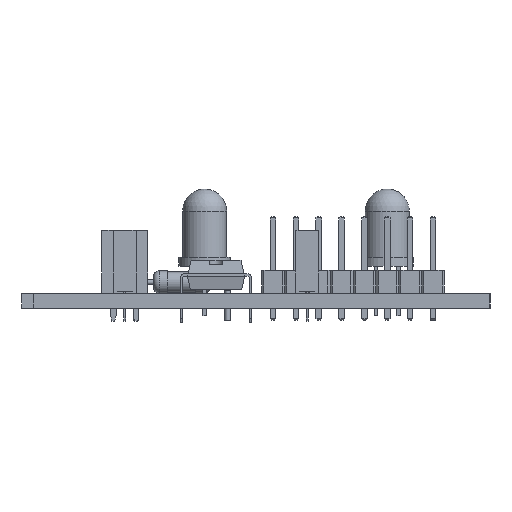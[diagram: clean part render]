
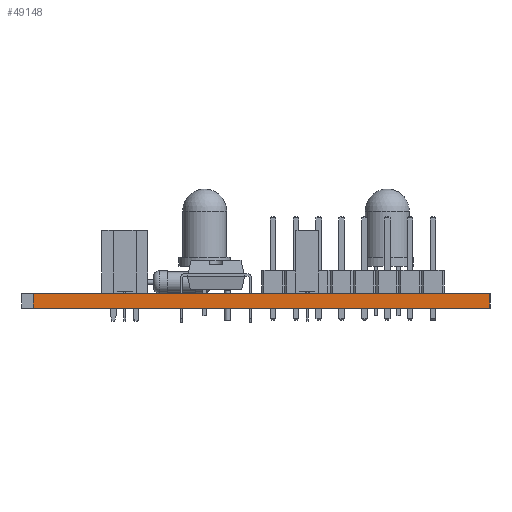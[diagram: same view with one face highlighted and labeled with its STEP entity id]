
A CAD part, left-side view. The second image highlights one B-rep face of the part: STEP entity #49148.
In plain terms, the highlighted planar face has unit normal (-1, 0, 0).
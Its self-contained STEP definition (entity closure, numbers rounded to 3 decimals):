
#44254 = PLANE('',#44255);
#44255 = AXIS2_PLACEMENT_3D('',#44256,#44257,#44258);
#44256 = CARTESIAN_POINT('',(132.08,-99.695,1.6));
#44257 = DIRECTION('',(-0.,-0.,-1.));
#44258 = DIRECTION('',(-1.,0.,0.));
#44282 = PLANE('',#44283);
#44283 = AXIS2_PLACEMENT_3D('',#44284,#44285,#44286);
#44284 = CARTESIAN_POINT('',(168.91,-125.73,0.));
#44285 = DIRECTION('',(0.,-1.,0.));
#44286 = DIRECTION('',(-1.,0.,0.));
#44308 = PLANE('',#44309);
#44309 = AXIS2_PLACEMENT_3D('',#44310,#44311,#44312);
#44310 = CARTESIAN_POINT('',(132.08,-99.695,0.));
#44311 = DIRECTION('',(-0.,-0.,-1.));
#44312 = DIRECTION('',(-1.,0.,0.));
#44341 = PLANE('',#44342);
#44342 = AXIS2_PLACEMENT_3D('',#44343,#44344,#44345);
#44343 = CARTESIAN_POINT('',(95.25,-74.93,0.));
#44344 = DIRECTION('',(-1.,0.,0.));
#44345 = DIRECTION('',(0.,1.,0.));
#44401 = VERTEX_POINT('',#44402);
#44402 = CARTESIAN_POINT('',(95.25,-125.73,1.6));
#44423 = EDGE_CURVE('',#44424,#44401,#44426,.T.);
#44424 = VERTEX_POINT('',#44425);
#44425 = CARTESIAN_POINT('',(95.25,-125.73,0.));
#44426 = SURFACE_CURVE('',#44427,(#44431,#44438),.PCURVE_S1.);
#44427 = LINE('',#44428,#44429);
#44428 = CARTESIAN_POINT('',(95.25,-125.73,0.));
#44429 = VECTOR('',#44430,1.);
#44430 = DIRECTION('',(0.,0.,1.));
#44431 = PCURVE('',#44282,#44432);
#44432 = DEFINITIONAL_REPRESENTATION('',(#44433),#44437);
#44433 = LINE('',#44434,#44435);
#44434 = CARTESIAN_POINT('',(73.66,0.));
#44435 = VECTOR('',#44436,1.);
#44436 = DIRECTION('',(0.,-1.));
#44437 = ( GEOMETRIC_REPRESENTATION_CONTEXT(2) 
PARAMETRIC_REPRESENTATION_CONTEXT() REPRESENTATION_CONTEXT('2D SPACE',''
  ) );
#44438 = PCURVE('',#44439,#44444);
#44439 = PLANE('',#44440);
#44440 = AXIS2_PLACEMENT_3D('',#44441,#44442,#44443);
#44441 = CARTESIAN_POINT('',(95.25,-125.73,0.));
#44442 = DIRECTION('',(-1.,0.,0.));
#44443 = DIRECTION('',(0.,1.,0.));
#44444 = DEFINITIONAL_REPRESENTATION('',(#44445),#44449);
#44445 = LINE('',#44446,#44447);
#44446 = CARTESIAN_POINT('',(0.,0.));
#44447 = VECTOR('',#44448,1.);
#44448 = DIRECTION('',(0.,-1.));
#44449 = ( GEOMETRIC_REPRESENTATION_CONTEXT(2) 
PARAMETRIC_REPRESENTATION_CONTEXT() REPRESENTATION_CONTEXT('2D SPACE',''
  ) );
#44477 = EDGE_CURVE('',#44424,#44478,#44480,.T.);
#44478 = VERTEX_POINT('',#44479);
#44479 = CARTESIAN_POINT('',(95.25,-74.93,0.));
#44480 = SURFACE_CURVE('',#44481,(#44485,#44492),.PCURVE_S1.);
#44481 = LINE('',#44482,#44483);
#44482 = CARTESIAN_POINT('',(95.25,-125.73,0.));
#44483 = VECTOR('',#44484,1.);
#44484 = DIRECTION('',(0.,1.,0.));
#44485 = PCURVE('',#44308,#44486);
#44486 = DEFINITIONAL_REPRESENTATION('',(#44487),#44491);
#44487 = LINE('',#44488,#44489);
#44488 = CARTESIAN_POINT('',(36.83,-26.035));
#44489 = VECTOR('',#44490,1.);
#44490 = DIRECTION('',(0.,1.));
#44491 = ( GEOMETRIC_REPRESENTATION_CONTEXT(2) 
PARAMETRIC_REPRESENTATION_CONTEXT() REPRESENTATION_CONTEXT('2D SPACE',''
  ) );
#44492 = PCURVE('',#44439,#44493);
#44493 = DEFINITIONAL_REPRESENTATION('',(#44494),#44498);
#44494 = LINE('',#44495,#44496);
#44495 = CARTESIAN_POINT('',(0.,0.));
#44496 = VECTOR('',#44497,1.);
#44497 = DIRECTION('',(1.,0.));
#44498 = ( GEOMETRIC_REPRESENTATION_CONTEXT(2) 
PARAMETRIC_REPRESENTATION_CONTEXT() REPRESENTATION_CONTEXT('2D SPACE',''
  ) );
#46977 = EDGE_CURVE('',#44401,#46978,#46980,.T.);
#46978 = VERTEX_POINT('',#46979);
#46979 = CARTESIAN_POINT('',(95.25,-74.93,1.6));
#46980 = SURFACE_CURVE('',#46981,(#46985,#46992),.PCURVE_S1.);
#46981 = LINE('',#46982,#46983);
#46982 = CARTESIAN_POINT('',(95.25,-125.73,1.6));
#46983 = VECTOR('',#46984,1.);
#46984 = DIRECTION('',(0.,1.,0.));
#46985 = PCURVE('',#44254,#46986);
#46986 = DEFINITIONAL_REPRESENTATION('',(#46987),#46991);
#46987 = LINE('',#46988,#46989);
#46988 = CARTESIAN_POINT('',(36.83,-26.035));
#46989 = VECTOR('',#46990,1.);
#46990 = DIRECTION('',(0.,1.));
#46991 = ( GEOMETRIC_REPRESENTATION_CONTEXT(2) 
PARAMETRIC_REPRESENTATION_CONTEXT() REPRESENTATION_CONTEXT('2D SPACE',''
  ) );
#46992 = PCURVE('',#44439,#46993);
#46993 = DEFINITIONAL_REPRESENTATION('',(#46994),#46998);
#46994 = LINE('',#46995,#46996);
#46995 = CARTESIAN_POINT('',(0.,-1.6));
#46996 = VECTOR('',#46997,1.);
#46997 = DIRECTION('',(1.,0.));
#46998 = ( GEOMETRIC_REPRESENTATION_CONTEXT(2) 
PARAMETRIC_REPRESENTATION_CONTEXT() REPRESENTATION_CONTEXT('2D SPACE',''
  ) );
#49125 = EDGE_CURVE('',#44478,#46978,#49126,.T.);
#49126 = SURFACE_CURVE('',#49127,(#49131,#49138),.PCURVE_S1.);
#49127 = LINE('',#49128,#49129);
#49128 = CARTESIAN_POINT('',(95.25,-74.93,0.));
#49129 = VECTOR('',#49130,1.);
#49130 = DIRECTION('',(0.,0.,1.));
#49131 = PCURVE('',#44341,#49132);
#49132 = DEFINITIONAL_REPRESENTATION('',(#49133),#49137);
#49133 = LINE('',#49134,#49135);
#49134 = CARTESIAN_POINT('',(0.,0.));
#49135 = VECTOR('',#49136,1.);
#49136 = DIRECTION('',(0.,-1.));
#49137 = ( GEOMETRIC_REPRESENTATION_CONTEXT(2) 
PARAMETRIC_REPRESENTATION_CONTEXT() REPRESENTATION_CONTEXT('2D SPACE',''
  ) );
#49138 = PCURVE('',#44439,#49139);
#49139 = DEFINITIONAL_REPRESENTATION('',(#49140),#49144);
#49140 = LINE('',#49141,#49142);
#49141 = CARTESIAN_POINT('',(50.8,0.));
#49142 = VECTOR('',#49143,1.);
#49143 = DIRECTION('',(0.,-1.));
#49144 = ( GEOMETRIC_REPRESENTATION_CONTEXT(2) 
PARAMETRIC_REPRESENTATION_CONTEXT() REPRESENTATION_CONTEXT('2D SPACE',''
  ) );
#49148 = ADVANCED_FACE('',(#49149),#44439,.T.);
#49149 = FACE_BOUND('',#49150,.T.);
#49150 = EDGE_LOOP('',(#49151,#49152,#49153,#49154));
#49151 = ORIENTED_EDGE('',*,*,#44423,.T.);
#49152 = ORIENTED_EDGE('',*,*,#46977,.T.);
#49153 = ORIENTED_EDGE('',*,*,#49125,.F.);
#49154 = ORIENTED_EDGE('',*,*,#44477,.F.);
